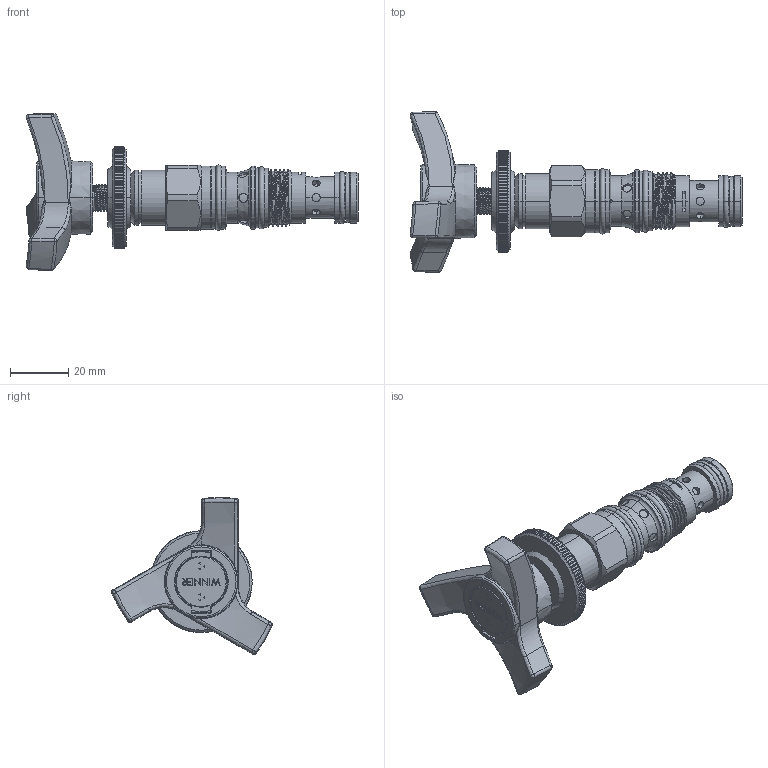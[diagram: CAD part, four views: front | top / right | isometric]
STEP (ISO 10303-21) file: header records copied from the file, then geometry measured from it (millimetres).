
FILE_DESCRIPTION (( 'STEP AP203' ), '1' );
FILE_NAME ('PP11A30(33)(35)-T.STEP', '2024-06-06T01:54:53', ( '' ), ( '' ), 'SwSTEP 2.0', 'SolidWorks 2018', '' );
FILE_SCHEMA (( 'CONFIG_CONTROL_DESIGN' ));
Length unit declared in the file: millimetre
Products named in the file (1): PP11A30(33)(35)-T
Bounding box: 114.21 x 55.33 x 54.02 mm (x, y, z)
Volume: 45191.9 mm3; surface area: 14299.4 mm2
Topology: 1 solids, 2 shells, 791 faces, 2073 edges, 1327 vertices
Faces by surface type: plane 330, cylinder 258, bspline 79, cone 63, sphere 36, torus 25
Entity records: 37050 total; most frequent: CARTESIAN_POINT 18835, ORIENTED_EDGE 4108, DIRECTION 3392, EDGE_CURVE 2054, AXIS2_PLACEMENT_3D 1327, VERTEX_POINT 1321, EDGE_LOOP 845, ADVANCED_FACE 791
